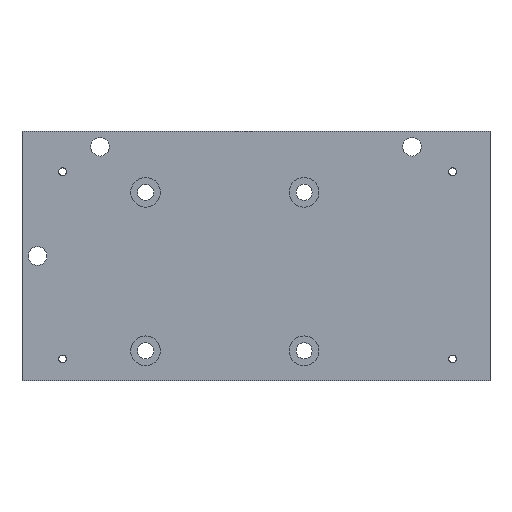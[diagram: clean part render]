
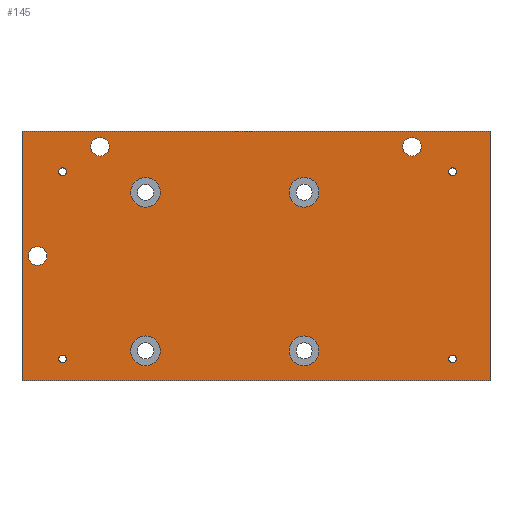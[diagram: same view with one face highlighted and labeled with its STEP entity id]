
A CAD part, top view. The second image highlights one B-rep face of the part: STEP entity #145.
In plain terms, the highlighted planar face has unit normal (0, 0, 1).
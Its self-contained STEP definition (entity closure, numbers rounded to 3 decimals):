
#49=FACE_BOUND('',#184,.T.);
#50=FACE_BOUND('',#185,.T.);
#51=FACE_BOUND('',#186,.T.);
#52=FACE_BOUND('',#187,.T.);
#53=FACE_BOUND('',#188,.T.);
#54=FACE_BOUND('',#189,.T.);
#55=FACE_BOUND('',#190,.T.);
#56=FACE_BOUND('',#191,.T.);
#57=FACE_BOUND('',#192,.T.);
#58=FACE_BOUND('',#193,.T.);
#59=FACE_BOUND('',#194,.T.);
#60=FACE_BOUND('',#195,.T.);
#111=CIRCLE('',#439,4.763);
#112=CIRCLE('',#440,4.763);
#113=CIRCLE('',#441,4.763);
#114=CIRCLE('',#442,4.763);
#115=CIRCLE('',#443,1.25);
#116=CIRCLE('',#444,1.25);
#117=CIRCLE('',#445,1.25);
#118=CIRCLE('',#446,1.25);
#119=CIRCLE('',#447,2.99);
#120=CIRCLE('',#448,2.99);
#121=CIRCLE('',#449,2.99);
#145=ADVANCED_FACE('',(#49,#50,#51,#52,#53,#54,#55,#56,#57,#58,#59,#60),
#170,.T.);
#170=PLANE('',#450);
#184=EDGE_LOOP('',(#262));
#185=EDGE_LOOP('',(#263));
#186=EDGE_LOOP('',(#264));
#187=EDGE_LOOP('',(#265));
#188=EDGE_LOOP('',(#266));
#189=EDGE_LOOP('',(#267));
#190=EDGE_LOOP('',(#268));
#191=EDGE_LOOP('',(#269));
#192=EDGE_LOOP('',(#270));
#193=EDGE_LOOP('',(#271));
#194=EDGE_LOOP('',(#272));
#195=EDGE_LOOP('',(#273,#274,#275,#276));
#262=ORIENTED_EDGE('',*,*,#380,.T.);
#263=ORIENTED_EDGE('',*,*,#381,.T.);
#264=ORIENTED_EDGE('',*,*,#382,.T.);
#265=ORIENTED_EDGE('',*,*,#383,.T.);
#266=ORIENTED_EDGE('',*,*,#384,.T.);
#267=ORIENTED_EDGE('',*,*,#385,.T.);
#268=ORIENTED_EDGE('',*,*,#386,.T.);
#269=ORIENTED_EDGE('',*,*,#387,.T.);
#270=ORIENTED_EDGE('',*,*,#388,.T.);
#271=ORIENTED_EDGE('',*,*,#389,.T.);
#272=ORIENTED_EDGE('',*,*,#390,.T.);
#273=ORIENTED_EDGE('',*,*,#370,.T.);
#274=ORIENTED_EDGE('',*,*,#374,.T.);
#275=ORIENTED_EDGE('',*,*,#377,.T.);
#276=ORIENTED_EDGE('',*,*,#379,.T.);
#332=VERTEX_POINT('',#619);
#333=VERTEX_POINT('',#621);
#335=VERTEX_POINT('',#627);
#337=VERTEX_POINT('',#633);
#338=VERTEX_POINT('',#640);
#339=VERTEX_POINT('',#642);
#340=VERTEX_POINT('',#644);
#341=VERTEX_POINT('',#646);
#342=VERTEX_POINT('',#648);
#343=VERTEX_POINT('',#650);
#344=VERTEX_POINT('',#652);
#345=VERTEX_POINT('',#654);
#346=VERTEX_POINT('',#656);
#347=VERTEX_POINT('',#658);
#348=VERTEX_POINT('',#660);
#370=EDGE_CURVE('',#333,#332,#412,.T.);
#374=EDGE_CURVE('',#332,#335,#416,.T.);
#377=EDGE_CURVE('',#335,#337,#419,.T.);
#379=EDGE_CURVE('',#337,#333,#421,.T.);
#380=EDGE_CURVE('',#338,#338,#111,.T.);
#381=EDGE_CURVE('',#339,#339,#112,.T.);
#382=EDGE_CURVE('',#340,#340,#113,.T.);
#383=EDGE_CURVE('',#341,#341,#114,.T.);
#384=EDGE_CURVE('',#342,#342,#115,.T.);
#385=EDGE_CURVE('',#343,#343,#116,.T.);
#386=EDGE_CURVE('',#344,#344,#117,.T.);
#387=EDGE_CURVE('',#345,#345,#118,.T.);
#388=EDGE_CURVE('',#346,#346,#119,.T.);
#389=EDGE_CURVE('',#347,#347,#120,.T.);
#390=EDGE_CURVE('',#348,#348,#121,.T.);
#412=LINE('',#620,#424);
#416=LINE('',#628,#428);
#419=LINE('',#634,#431);
#421=LINE('',#637,#433);
#424=VECTOR('',#494,1.);
#428=VECTOR('',#500,1.);
#431=VECTOR('',#505,1.);
#433=VECTOR('',#509,1.);
#439=AXIS2_PLACEMENT_3D('',#639,#512,#513);
#440=AXIS2_PLACEMENT_3D('',#641,#514,#515);
#441=AXIS2_PLACEMENT_3D('',#643,#516,#517);
#442=AXIS2_PLACEMENT_3D('',#645,#518,#519);
#443=AXIS2_PLACEMENT_3D('',#647,#520,#521);
#444=AXIS2_PLACEMENT_3D('',#649,#522,#523);
#445=AXIS2_PLACEMENT_3D('',#651,#524,#525);
#446=AXIS2_PLACEMENT_3D('',#653,#526,#527);
#447=AXIS2_PLACEMENT_3D('',#655,#528,#529);
#448=AXIS2_PLACEMENT_3D('',#657,#530,#531);
#449=AXIS2_PLACEMENT_3D('',#659,#532,#533);
#450=AXIS2_PLACEMENT_3D('',#661,#534,#535);
#494=DIRECTION('',(0.,-1.,0.));
#500=DIRECTION('',(1.,0.,0.));
#505=DIRECTION('',(0.,1.,0.));
#509=DIRECTION('',(-1.,0.,0.));
#512=DIRECTION('',(0.,0.,-1.));
#513=DIRECTION('',(-1.,0.,0.));
#514=DIRECTION('',(0.,0.,-1.));
#515=DIRECTION('',(-1.,0.,0.));
#516=DIRECTION('',(0.,0.,-1.));
#517=DIRECTION('',(-1.,0.,0.));
#518=DIRECTION('',(0.,0.,-1.));
#519=DIRECTION('',(-1.,0.,0.));
#520=DIRECTION('',(0.,0.,-1.));
#521=DIRECTION('',(-1.,0.,0.));
#522=DIRECTION('',(0.,0.,-1.));
#523=DIRECTION('',(-1.,0.,0.));
#524=DIRECTION('',(0.,0.,-1.));
#525=DIRECTION('',(-1.,0.,0.));
#526=DIRECTION('',(0.,0.,-1.));
#527=DIRECTION('',(-1.,0.,0.));
#528=DIRECTION('',(0.,0.,-1.));
#529=DIRECTION('',(-1.,0.,0.));
#530=DIRECTION('',(0.,0.,-1.));
#531=DIRECTION('',(-1.,0.,0.));
#532=DIRECTION('',(0.,0.,-1.));
#533=DIRECTION('',(-1.,0.,0.));
#534=DIRECTION('',(0.,0.,1.));
#535=DIRECTION('',(1.,0.,0.));
#619=CARTESIAN_POINT('',(0.,0.,9.525));
#620=CARTESIAN_POINT('',(0.,80.,9.525));
#621=CARTESIAN_POINT('',(0.,80.,9.525));
#627=CARTESIAN_POINT('',(150.,0.,9.525));
#628=CARTESIAN_POINT('',(0.,0.,9.525));
#633=CARTESIAN_POINT('',(150.,80.,9.525));
#634=CARTESIAN_POINT('',(150.,0.,9.525));
#637=CARTESIAN_POINT('',(150.,80.,9.525));
#639=CARTESIAN_POINT('',(90.4,60.4,9.525));
#640=CARTESIAN_POINT('',(85.638,60.4,9.525));
#641=CARTESIAN_POINT('',(90.4,9.6,9.525));
#642=CARTESIAN_POINT('',(85.638,9.6,9.525));
#643=CARTESIAN_POINT('',(39.6,60.4,9.525));
#644=CARTESIAN_POINT('',(34.838,60.4,9.525));
#645=CARTESIAN_POINT('',(39.6,9.6,9.525));
#646=CARTESIAN_POINT('',(34.838,9.6,9.525));
#647=CARTESIAN_POINT('',(138.,67.,9.525));
#648=CARTESIAN_POINT('',(136.75,67.,9.525));
#649=CARTESIAN_POINT('',(138.,7.,9.525));
#650=CARTESIAN_POINT('',(136.75,7.,9.525));
#651=CARTESIAN_POINT('',(13.,67.,9.525));
#652=CARTESIAN_POINT('',(11.75,67.,9.525));
#653=CARTESIAN_POINT('',(13.,7.,9.525));
#654=CARTESIAN_POINT('',(11.75,7.,9.525));
#655=CARTESIAN_POINT('',(125.,75.,9.525));
#656=CARTESIAN_POINT('',(122.01,75.,9.525));
#657=CARTESIAN_POINT('',(25.,75.,9.525));
#658=CARTESIAN_POINT('',(22.01,75.,9.525));
#659=CARTESIAN_POINT('',(5.,40.,9.525));
#660=CARTESIAN_POINT('',(2.01,40.,9.525));
#661=CARTESIAN_POINT('',(0.,0.,9.525));
